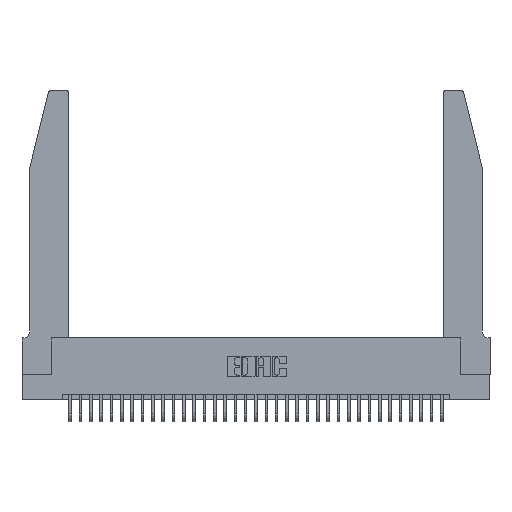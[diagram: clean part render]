
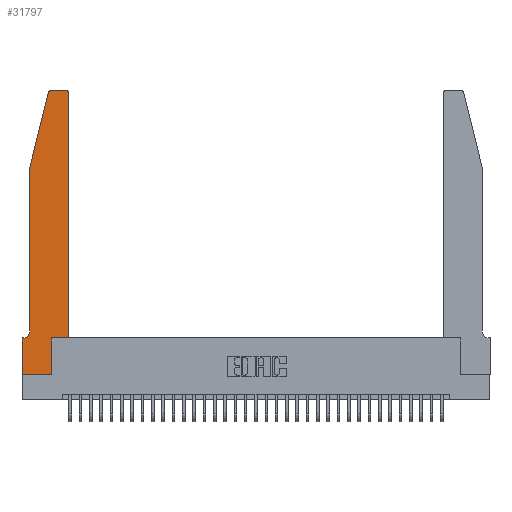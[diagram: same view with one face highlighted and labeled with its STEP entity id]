
A CAD part, top view. The second image highlights one B-rep face of the part: STEP entity #31797.
In plain terms, the highlighted planar face has unit normal (0, 0, 1).
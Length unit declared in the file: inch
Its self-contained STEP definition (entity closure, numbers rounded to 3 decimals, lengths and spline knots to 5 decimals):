
#456 = ORIENTED_EDGE ( 'NONE', *, *, #9399, .T. ) ;
#458 = DIRECTION ( 'NONE',  ( 0., 0., 1. ) ) ;
#502 = ORIENTED_EDGE ( 'NONE', *, *, #31207, .T. ) ;
#557 = DIRECTION ( 'NONE',  ( 0., 0., 1. ) ) ;
#1910 = EDGE_CURVE ( 'NONE', #18466, #27518, #9901, .T. ) ;
#1959 = AXIS2_PLACEMENT_3D ( 'NONE', #12881, #32314, #15707 ) ;
#2284 = CARTESIAN_POINT ( 'NONE',  ( 0.2865, 0.35, 0.37 ) ) ;
#3098 = CARTESIAN_POINT ( 'NONE',  ( 0.4505, 0.35, 0.37 ) ) ;
#3129 = DIRECTION ( 'NONE',  ( -0.239, -0.971, 0. ) ) ;
#3211 = DIRECTION ( 'NONE',  ( 0., 0., -1. ) ) ;
#3663 = VERTEX_POINT ( 'NONE', #14990 ) ;
#4033 = CARTESIAN_POINT ( 'NONE',  ( 0.0755, 0.42, 0.37 ) ) ;
#4321 = CARTESIAN_POINT ( 'NONE',  ( 0.2865, 0., 0.37 ) ) ;
#4871 = CARTESIAN_POINT ( 'NONE',  ( 0.284, 2.75, 0.37 ) ) ;
#5593 = VECTOR ( 'NONE', #34296, 39.37008 ) ;
#6445 = VERTEX_POINT ( 'NONE', #4033 ) ;
#7511 = VERTEX_POINT ( 'NONE', #19764 ) ;
#8073 = LINE ( 'NONE', #3098, #16456 ) ;
#8615 = FACE_OUTER_BOUND ( 'NONE', #14598, .T. ) ;
#8743 = EDGE_CURVE ( 'NONE', #30193, #33241, #13796, .T. ) ;
#8843 = ORIENTED_EDGE ( 'NONE', *, *, #1910, .T. ) ;
#8913 = CARTESIAN_POINT ( 'NONE',  ( 0.0755, 2., 0.37 ) ) ;
#9240 = CARTESIAN_POINT ( 'NONE',  ( 0.0755, 2., 0.37 ) ) ;
#9342 = CARTESIAN_POINT ( 'NONE',  ( 0.0755, 2., 0.37 ) ) ;
#9399 = EDGE_CURVE ( 'NONE', #17354, #18466, #8073, .T. ) ;
#9482 = EDGE_CURVE ( 'NONE', #3663, #17354, #19530, .T. ) ;
#9515 = VERTEX_POINT ( 'NONE', #9240 ) ;
#9821 = AXIS2_PLACEMENT_3D ( 'NONE', #20098, #3211, #22860 ) ;
#9901 = CIRCLE ( 'NONE', #1959, 0.03 ) ;
#10451 = VECTOR ( 'NONE', #34116, 39.37008 ) ;
#10923 = VECTOR ( 'NONE', #26944, 39.37008 ) ;
#10978 = VERTEX_POINT ( 'NONE', #31386 ) ;
#11226 = CARTESIAN_POINT ( 'NONE',  ( 0.25487, 2.72718, 0.37 ) ) ;
#11387 = CARTESIAN_POINT ( 'NONE',  ( 0., 0., 0.37 ) ) ;
#11955 = DIRECTION ( 'NONE',  ( 1., 0., 0. ) ) ;
#12003 = VECTOR ( 'NONE', #11955, 39.37008 ) ;
#12066 = CARTESIAN_POINT ( 'NONE',  ( 0.0755, 0.35, 0.37 ) ) ;
#12531 = EDGE_CURVE ( 'NONE', #27518, #30193, #25319, .T. ) ;
#12881 = CARTESIAN_POINT ( 'NONE',  ( 0.4205, 2.72, 0.37 ) ) ;
#12971 = EDGE_CURVE ( 'NONE', #33241, #9515, #20565, .T. ) ;
#13298 = ORIENTED_EDGE ( 'NONE', *, *, #12531, .T. ) ;
#13796 = CIRCLE ( 'NONE', #14348, 0.03 ) ;
#14348 = AXIS2_PLACEMENT_3D ( 'NONE', #17436, #557, #20263 ) ;
#14434 = ORIENTED_EDGE ( 'NONE', *, *, #9482, .T. ) ;
#14598 = EDGE_LOOP ( 'NONE', ( #13298, #25624, #20572, #19404, #27654, #502, #23821, #34636, #21339, #14434, #456, #8843 ) ) ;
#14990 = CARTESIAN_POINT ( 'NONE',  ( 0.2865, 0.35, 0.37 ) ) ;
#15707 = DIRECTION ( 'NONE',  ( 1., 0., 0. ) ) ;
#16157 = DIRECTION ( 'NONE',  ( -1., 0., 0. ) ) ;
#16456 = VECTOR ( 'NONE', #22748, 39.37008 ) ;
#16733 = EDGE_CURVE ( 'NONE', #21917, #3663, #21084, .T. ) ;
#17267 = EDGE_CURVE ( 'NONE', #7511, #30477, #26627, .T. ) ;
#17343 = CARTESIAN_POINT ( 'NONE',  ( 0., 0.35, 0.37 ) ) ;
#17354 = VERTEX_POINT ( 'NONE', #27192 ) ;
#17436 = CARTESIAN_POINT ( 'NONE',  ( 0.284, 2.72, 0.37 ) ) ;
#17512 = CARTESIAN_POINT ( 'NONE',  ( 0.4505, 0.35, 0.37 ) ) ;
#17962 = VECTOR ( 'NONE', #16157, 39.37008 ) ;
#18288 = EDGE_CURVE ( 'NONE', #30477, #21917, #31795, .T. ) ;
#18466 = VERTEX_POINT ( 'NONE', #21116 ) ;
#19404 = ORIENTED_EDGE ( 'NONE', *, *, #31210, .T. ) ;
#19530 = LINE ( 'NONE', #17512, #12003 ) ;
#19705 = VECTOR ( 'NONE', #3129, 39.37008 ) ;
#19764 = CARTESIAN_POINT ( 'NONE',  ( 0., 0.35, 0.37 ) ) ;
#20098 = CARTESIAN_POINT ( 'NONE',  ( 0.0055, 0.42, 0.37 ) ) ;
#20168 = DIRECTION ( 'NONE',  ( 1., 0., 0. ) ) ;
#20209 = VECTOR ( 'NONE', #24679, 39.37008 ) ;
#20263 = DIRECTION ( 'NONE',  ( 1., 0., 0. ) ) ;
#20270 = CARTESIAN_POINT ( 'NONE',  ( 0., 0., 0.37 ) ) ;
#20565 = LINE ( 'NONE', #8913, #19705 ) ;
#20572 = ORIENTED_EDGE ( 'NONE', *, *, #12971, .T. ) ;
#21084 = LINE ( 'NONE', #2284, #20209 ) ;
#21116 = CARTESIAN_POINT ( 'NONE',  ( 0.4505, 2.72, 0.37 ) ) ;
#21339 = ORIENTED_EDGE ( 'NONE', *, *, #16733, .T. ) ;
#21917 = VERTEX_POINT ( 'NONE', #4321 ) ;
#22435 = AXIS2_PLACEMENT_3D ( 'NONE', #17343, #458, #20168 ) ;
#22748 = DIRECTION ( 'NONE',  ( 0., 1., 0. ) ) ;
#22815 = PLANE ( 'NONE',  #22435 ) ;
#22860 = DIRECTION ( 'NONE',  ( -1., 0., 0. ) ) ;
#23583 = CARTESIAN_POINT ( 'NONE',  ( 0.4205, 2.75, 0.37 ) ) ;
#23821 = ORIENTED_EDGE ( 'NONE', *, *, #17267, .T. ) ;
#24679 = DIRECTION ( 'NONE',  ( 0., 1., 0. ) ) ;
#25108 = CARTESIAN_POINT ( 'NONE',  ( 0.2605, 2.75, 0.37 ) ) ;
#25319 = LINE ( 'NONE', #25108, #17962 ) ;
#25624 = ORIENTED_EDGE ( 'NONE', *, *, #8743, .T. ) ;
#26627 = LINE ( 'NONE', #35145, #10923 ) ;
#26944 = DIRECTION ( 'NONE',  ( 0., -1., 0. ) ) ;
#27027 = LINE ( 'NONE', #9342, #34356 ) ;
#27192 = CARTESIAN_POINT ( 'NONE',  ( 0.4505, 0.35, 0.37 ) ) ;
#27518 = VERTEX_POINT ( 'NONE', #23583 ) ;
#27654 = ORIENTED_EDGE ( 'NONE', *, *, #33004, .T. ) ;
#28877 = DIRECTION ( 'NONE',  ( 0., -1., 0. ) ) ;
#30193 = VERTEX_POINT ( 'NONE', #4871 ) ;
#30477 = VERTEX_POINT ( 'NONE', #11387 ) ;
#31207 = EDGE_CURVE ( 'NONE', #10978, #7511, #36079, .T. ) ;
#31210 = EDGE_CURVE ( 'NONE', #9515, #6445, #27027, .T. ) ;
#31214 = CIRCLE ( 'NONE', #9821, 0.07 ) ;
#31386 = CARTESIAN_POINT ( 'NONE',  ( 0.0055, 0.35, 0.37 ) ) ;
#31795 = LINE ( 'NONE', #20270, #10451 ) ;
#31797 = ADVANCED_FACE ( 'NONE', ( #8615 ), #22815, .T. ) ;
#32314 = DIRECTION ( 'NONE',  ( 0., 0., 1. ) ) ;
#33004 = EDGE_CURVE ( 'NONE', #6445, #10978, #31214, .T. ) ;
#33241 = VERTEX_POINT ( 'NONE', #11226 ) ;
#34116 = DIRECTION ( 'NONE',  ( 1., 0., 0. ) ) ;
#34296 = DIRECTION ( 'NONE',  ( -1., 0., 0. ) ) ;
#34356 = VECTOR ( 'NONE', #28877, 39.37008 ) ;
#34636 = ORIENTED_EDGE ( 'NONE', *, *, #18288, .T. ) ;
#35145 = CARTESIAN_POINT ( 'NONE',  ( 0., 0., 0.37 ) ) ;
#36079 = LINE ( 'NONE', #12066, #5593 ) ;
